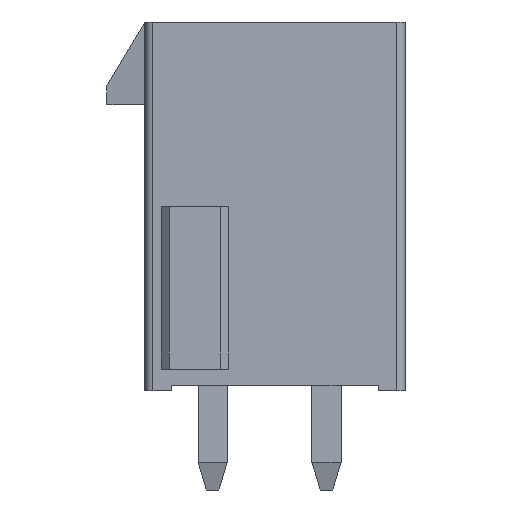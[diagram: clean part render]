
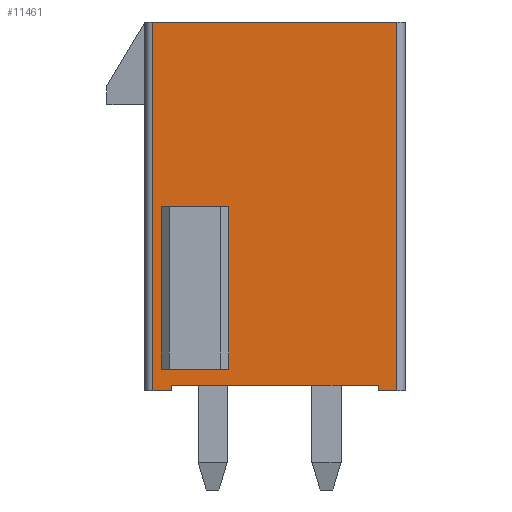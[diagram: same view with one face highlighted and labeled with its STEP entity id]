
A CAD part, left-side view. The second image highlights one B-rep face of the part: STEP entity #11461.
In plain terms, the highlighted planar face has unit normal (-1, 0, 0).
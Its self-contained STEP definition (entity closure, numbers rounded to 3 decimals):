
#220=DIRECTION('',(0.,-1.,0.));
#221=VECTOR('',#220,9.);
#222=CARTESIAN_POINT('',(-25.8,4.5,0.));
#223=LINE('',#222,#221);
#1844=DIRECTION('',(0.,-1.,0.));
#1845=VECTOR('',#1844,0.7);
#1846=CARTESIAN_POINT('',(-25.8,-3.8,-13.6));
#1847=LINE('',#1846,#1845);
#1870=DIRECTION('',(0.,-1.,0.));
#1871=VECTOR('',#1870,0.7);
#1872=CARTESIAN_POINT('',(-25.8,4.5,-13.6));
#1873=LINE('',#1872,#1871);
#2391=DIRECTION('',(0.,0.,1.));
#2392=VECTOR('',#2391,0.2);
#2393=CARTESIAN_POINT('',(-25.8,3.8,-13.6));
#2394=LINE('',#2393,#2392);
#2395=DIRECTION('',(0.,0.,-1.));
#2396=VECTOR('',#2395,13.6);
#2397=CARTESIAN_POINT('',(-25.8,4.5,0.));
#2398=LINE('',#2397,#2396);
#2399=DIRECTION('',(0.,0.,1.));
#2400=VECTOR('',#2399,0.2);
#2401=CARTESIAN_POINT('',(-25.8,-3.8,-13.6));
#2402=LINE('',#2401,#2400);
#2403=DIRECTION('',(0.,-1.,0.));
#2404=VECTOR('',#2403,7.6);
#2405=CARTESIAN_POINT('',(-25.8,3.8,-13.4));
#2406=LINE('',#2405,#2404);
#2407=DIRECTION('',(0.,-1.,0.));
#2408=VECTOR('',#2407,2.5);
#2409=CARTESIAN_POINT('',(-25.8,4.2,-12.8));
#2410=LINE('',#2409,#2408);
#2411=DIRECTION('',(0.,0.,-1.));
#2412=VECTOR('',#2411,6.);
#2413=CARTESIAN_POINT('',(-25.8,1.7,-6.8));
#2414=LINE('',#2413,#2412);
#2415=DIRECTION('',(0.,-1.,0.));
#2416=VECTOR('',#2415,2.5);
#2417=CARTESIAN_POINT('',(-25.8,4.2,-6.8));
#2418=LINE('',#2417,#2416);
#2419=DIRECTION('',(0.,0.,-1.));
#2420=VECTOR('',#2419,6.);
#2421=CARTESIAN_POINT('',(-25.8,4.2,-6.8));
#2422=LINE('',#2421,#2420);
#2427=DIRECTION('',(0.,0.,-1.));
#2428=VECTOR('',#2427,13.6);
#2429=CARTESIAN_POINT('',(-25.8,-4.5,0.));
#2430=LINE('',#2429,#2428);
#6664=CARTESIAN_POINT('',(-25.8,4.5,0.));
#6666=VERTEX_POINT('',#6664);
#6667=CARTESIAN_POINT('',(-25.8,-4.5,0.));
#6668=VERTEX_POINT('',#6667);
#6680=CARTESIAN_POINT('',(-25.8,4.5,-13.6));
#6682=VERTEX_POINT('',#6680);
#6683=CARTESIAN_POINT('',(-25.8,-4.5,-13.6));
#6685=VERTEX_POINT('',#6683);
#6719=CARTESIAN_POINT('',(-25.8,3.8,-13.6));
#6720=CARTESIAN_POINT('',(-25.8,3.8,-13.4));
#6721=VERTEX_POINT('',#6719);
#6722=VERTEX_POINT('',#6720);
#6723=CARTESIAN_POINT('',(-25.8,-3.8,-13.4));
#6724=VERTEX_POINT('',#6723);
#6725=CARTESIAN_POINT('',(-25.8,-3.8,-13.6));
#6726=VERTEX_POINT('',#6725);
#7783=CARTESIAN_POINT('',(-25.8,4.2,-12.8));
#7784=CARTESIAN_POINT('',(-25.8,1.7,-12.8));
#7785=VERTEX_POINT('',#7783);
#7786=VERTEX_POINT('',#7784);
#7787=CARTESIAN_POINT('',(-25.8,4.2,-6.8));
#7788=CARTESIAN_POINT('',(-25.8,1.7,-6.8));
#7789=VERTEX_POINT('',#7787);
#7790=VERTEX_POINT('',#7788);
#11434=CARTESIAN_POINT('',(-25.8,4.5,0.));
#11435=DIRECTION('',(-1.,0.,0.));
#11436=DIRECTION('',(0.,-1.,0.));
#11437=AXIS2_PLACEMENT_3D('',#11434,#11435,#11436);
#11438=PLANE('',#11437);
#11439=ORIENTED_EDGE('',*,*,#10972,.F.);
#11440=ORIENTED_EDGE('',*,*,#10474,.F.);
#11442=ORIENTED_EDGE('',*,*,#11441,.F.);
#11443=ORIENTED_EDGE('',*,*,#8768,.T.);
#11445=ORIENTED_EDGE('',*,*,#11444,.T.);
#11446=ORIENTED_EDGE('',*,*,#10455,.F.);
#11447=ORIENTED_EDGE('',*,*,#10676,.T.);
#11448=ORIENTED_EDGE('',*,*,#11408,.F.);
#11449=EDGE_LOOP('',(#11439,#11440,#11442,#11443,#11445,#11446,#11447,#11448));
#11450=FACE_OUTER_BOUND('',#11449,.F.);
#11452=ORIENTED_EDGE('',*,*,#11451,.T.);
#11454=ORIENTED_EDGE('',*,*,#11453,.F.);
#11456=ORIENTED_EDGE('',*,*,#11455,.F.);
#11458=ORIENTED_EDGE('',*,*,#11457,.T.);
#11459=EDGE_LOOP('',(#11452,#11454,#11456,#11458));
#11460=FACE_BOUND('',#11459,.F.);
#11461=ADVANCED_FACE('',(#11450,#11460),#11438,.T.);
#8768=EDGE_CURVE('',#6666,#6668,#223,.T.);
#10455=EDGE_CURVE('',#6726,#6685,#1847,.T.);
#10474=EDGE_CURVE('',#6682,#6721,#1873,.T.);
#10676=EDGE_CURVE('',#6726,#6724,#2402,.T.);
#10972=EDGE_CURVE('',#6721,#6722,#2394,.T.);
#11408=EDGE_CURVE('',#6722,#6724,#2406,.T.);
#11441=EDGE_CURVE('',#6666,#6682,#2398,.T.);
#11444=EDGE_CURVE('',#6668,#6685,#2430,.T.);
#11451=EDGE_CURVE('',#7785,#7786,#2410,.T.);
#11453=EDGE_CURVE('',#7790,#7786,#2414,.T.);
#11455=EDGE_CURVE('',#7789,#7790,#2418,.T.);
#11457=EDGE_CURVE('',#7789,#7785,#2422,.T.);
